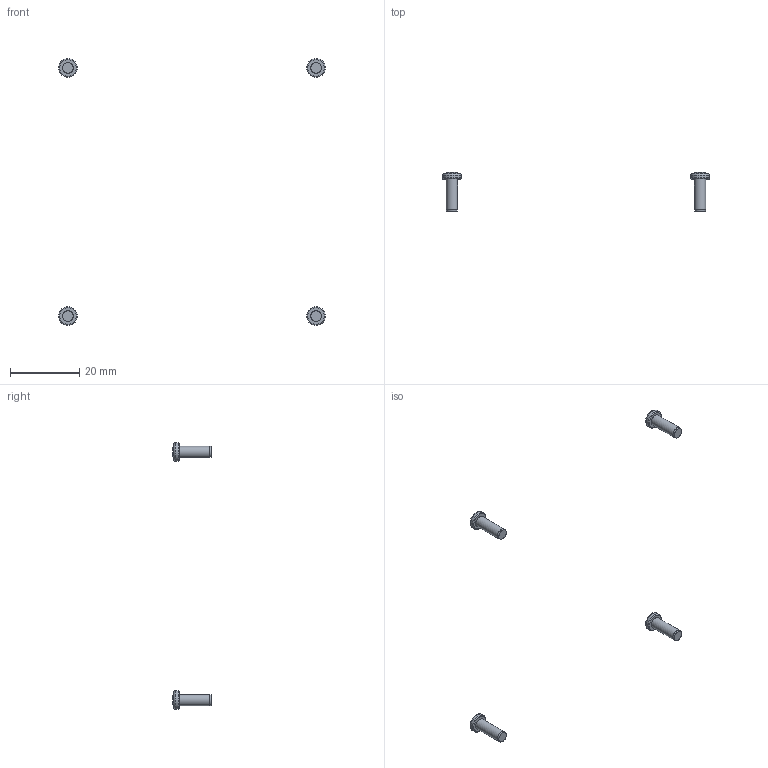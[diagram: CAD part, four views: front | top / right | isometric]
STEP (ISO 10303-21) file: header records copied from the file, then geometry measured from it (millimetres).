
FILE_DESCRIPTION(('FreeCAD Model'),'2;1');
FILE_NAME('Open CASCADE Shape Model','2022-09-30T19:11:54',('Author'),( ''),'Open CASCADE STEP processor 7.5','FreeCAD','Unknown');
FILE_SCHEMA(('AUTOMOTIVE_DESIGN { 1 0 10303 214 1 1 1 1 }'));
Length unit declared in the file: millimetre
Products named in the file (2): Unnamed; SC509 (screw #4X 3_8' PN, Plastite)
Bounding box: 76.83 x 11.24 x 76.83 mm (x, y, z)
Volume: 437.3 mm3; surface area: 670.8 mm2
Topology: 4 solids, 4 shells, 116 faces, 288 edges, 188 vertices
Faces by surface type: plane 76, cone 20, torus 8, cylinder 8, sphere 4
Full cylindrical faces by diameter (mm): 3.226 x4, 5.334 x4
Entity records: 974 total; most frequent: CARTESIAN_POINT 169, DIRECTION 165, ORIENTED_EDGE 144, EDGE_CURVE 72, AXIS2_PLACEMENT_3D 67, VERTEX_POINT 47, CIRCLE 33, FACE_BOUND 31
